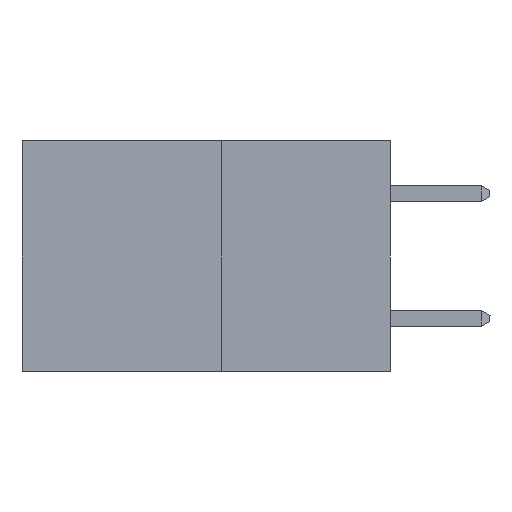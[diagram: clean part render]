
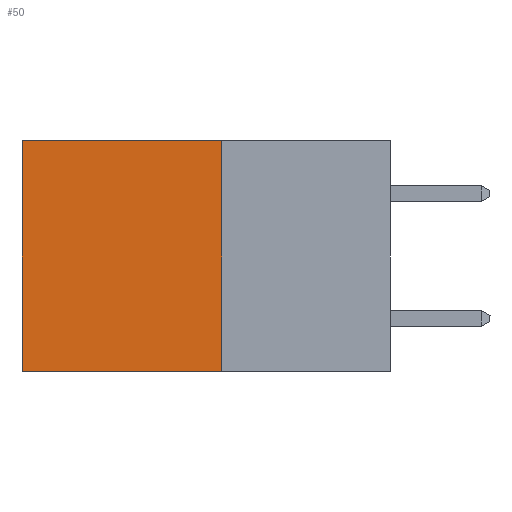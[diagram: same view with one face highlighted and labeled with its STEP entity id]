
A CAD part, left-side view. The second image highlights one B-rep face of the part: STEP entity #50.
In plain terms, the highlighted planar face has unit normal (-1, 0, 0).
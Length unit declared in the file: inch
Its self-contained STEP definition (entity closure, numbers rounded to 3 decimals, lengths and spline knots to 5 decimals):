
#50 = ADVANCED_FACE ( 'NONE', ( #19005 ), #19881, .F. ) ;
#108 = EDGE_LOOP ( 'NONE', ( #1227, #17857, #9527, #11574 ) ) ;
#805 = VERTEX_POINT ( 'NONE', #15912 ) ;
#1227 = ORIENTED_EDGE ( 'NONE', *, *, #22062, .T. ) ;
#1566 = CARTESIAN_POINT ( 'NONE',  ( 0.277, 0.27, 0. ) ) ;
#1815 = DIRECTION ( 'NONE',  ( 0., 1., 0. ) ) ;
#2007 = VECTOR ( 'NONE', #1815, 39.37008 ) ;
#2802 = EDGE_CURVE ( 'NONE', #805, #8542, #9488, .T. ) ;
#4459 = VECTOR ( 'NONE', #15636, 39.37008 ) ;
#8542 = VERTEX_POINT ( 'NONE', #21464 ) ;
#9483 = EDGE_CURVE ( 'NONE', #17892, #20394, #12514, .T. ) ;
#9488 = LINE ( 'NONE', #17545, #4459 ) ;
#9527 = ORIENTED_EDGE ( 'NONE', *, *, #23580, .F. ) ;
#10181 = CARTESIAN_POINT ( 'NONE',  ( 0.277, 0.59, -0.37 ) ) ;
#11092 = VECTOR ( 'NONE', #12236, 39.37008 ) ;
#11574 = ORIENTED_EDGE ( 'NONE', *, *, #9483, .T. ) ;
#12236 = DIRECTION ( 'NONE',  ( 0., 0., -1. ) ) ;
#12514 = LINE ( 'NONE', #1566, #2007 ) ;
#13427 = CARTESIAN_POINT ( 'NONE',  ( 0.277, 0.59, 0. ) ) ;
#13806 = VECTOR ( 'NONE', #23152, 39.37008 ) ;
#15636 = DIRECTION ( 'NONE',  ( 0., 1., 0. ) ) ;
#15912 = CARTESIAN_POINT ( 'NONE',  ( 0.277, 0.27, -0.37 ) ) ;
#17545 = CARTESIAN_POINT ( 'NONE',  ( 0.277, 0.27, -0.37 ) ) ;
#17857 = ORIENTED_EDGE ( 'NONE', *, *, #2802, .F. ) ;
#17892 = VERTEX_POINT ( 'NONE', #22915 ) ;
#18720 = LINE ( 'NONE', #10181, #13806 ) ;
#19005 = FACE_OUTER_BOUND ( 'NONE', #108, .T. ) ;
#19114 = DIRECTION ( 'NONE',  ( 0., 0., -1. ) ) ;
#19638 = CARTESIAN_POINT ( 'NONE',  ( 0.277, 0.27, -0.37 ) ) ;
#19881 = PLANE ( 'NONE',  #20265 ) ;
#20265 = AXIS2_PLACEMENT_3D ( 'NONE', #19638, #23452, #19114 ) ;
#20394 = VERTEX_POINT ( 'NONE', #13427 ) ;
#20950 = LINE ( 'NONE', #23255, #11092 ) ;
#21464 = CARTESIAN_POINT ( 'NONE',  ( 0.277, 0.59, -0.37 ) ) ;
#22062 = EDGE_CURVE ( 'NONE', #20394, #8542, #18720, .T. ) ;
#22915 = CARTESIAN_POINT ( 'NONE',  ( 0.277, 0.27, 0. ) ) ;
#23152 = DIRECTION ( 'NONE',  ( 0., 0., -1. ) ) ;
#23255 = CARTESIAN_POINT ( 'NONE',  ( 0.277, 0.27, -0.37 ) ) ;
#23452 = DIRECTION ( 'NONE',  ( 1., 0., 0. ) ) ;
#23580 = EDGE_CURVE ( 'NONE', #17892, #805, #20950, .T. ) ;
